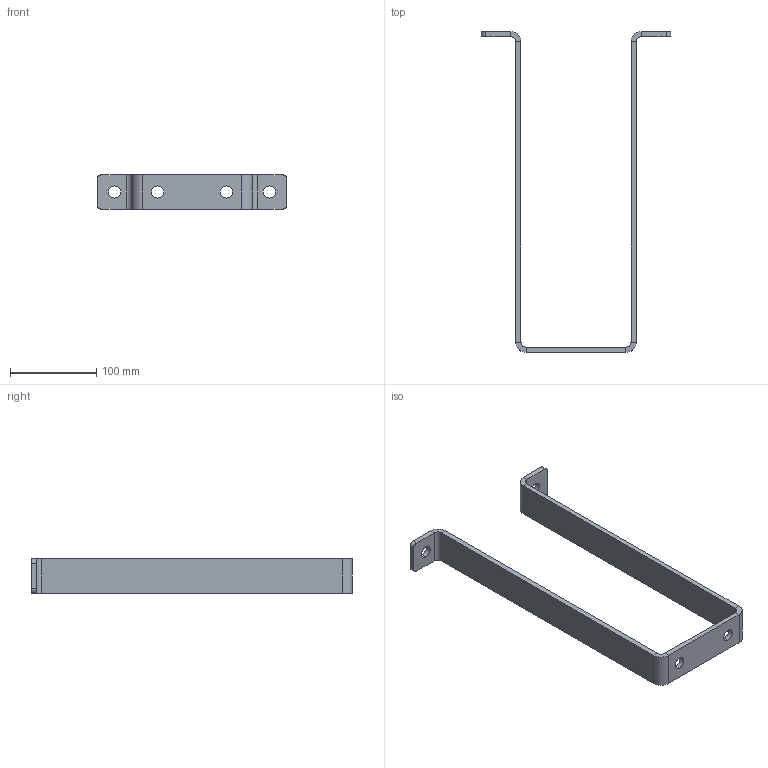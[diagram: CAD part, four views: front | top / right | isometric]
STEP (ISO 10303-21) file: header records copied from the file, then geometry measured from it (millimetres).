
FILE_DESCRIPTION (( 'STEP AP203' ), '1' );
FILE_NAME ('4229-10-40-10_REV_.step', '2026-01-09T02:51:11', ( '' ), ( '' ), 'SwSTEP 2.0', 'SolidWorks 2025', '' );
FILE_SCHEMA (( 'CONFIG_CONTROL_DESIGN' ));
Length unit declared in the file: millimetre
Products named in the file (1): 4229-10-40-10_REV_
Bounding box: 220 x 373 x 40 mm (x, y, z)
Volume: 221428.4 mm3; surface area: 86556.1 mm2
Topology: 1 solids, 1 shells, 50 faces, 112 edges, 64 vertices
Faces by surface type: plane 30, cylinder 20
Entity records: 1453 total; most frequent: DIRECTION 254, CARTESIAN_POINT 227, ORIENTED_EDGE 224, EDGE_CURVE 112, AXIS2_PLACEMENT_3D 91, VECTOR 72, LINE 72, VERTEX_POINT 64
